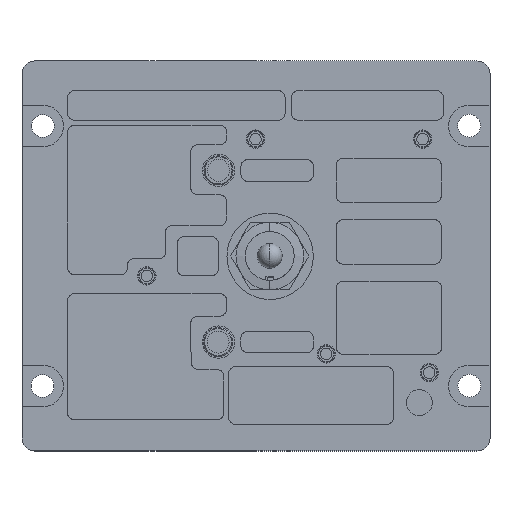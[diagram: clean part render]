
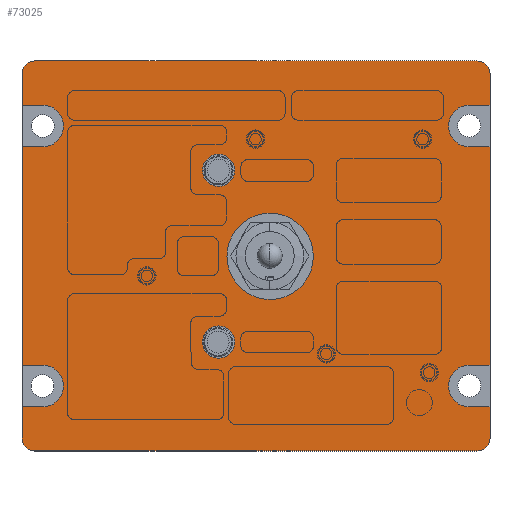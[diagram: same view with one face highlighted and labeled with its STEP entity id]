
A CAD part, top view. The second image highlights one B-rep face of the part: STEP entity #73025.
In plain terms, the highlighted planar face has unit normal (0, 0, 1).
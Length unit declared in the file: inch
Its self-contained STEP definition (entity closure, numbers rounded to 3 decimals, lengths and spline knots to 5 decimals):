
#72486=CARTESIAN_POINT('',(0.136,-0.003,0.01));
#72487=DIRECTION('',(0.,0.,1.));
#72488=DIRECTION('',(1.,0.,0.));
#72489=AXIS2_PLACEMENT_3D('',#72486,#72487,#72488);
#72491=CARTESIAN_POINT('',(0.136,-0.003,0.01));
#72492=DIRECTION('',(0.,0.,1.));
#72493=DIRECTION('',(-1.,0.,0.));
#72494=AXIS2_PLACEMENT_3D('',#72491,#72492,#72493);
#72496=CARTESIAN_POINT('',(2.125,1.75,0.01));
#72497=DIRECTION('',(0.,0.,1.));
#72498=DIRECTION('',(1.,0.,0.));
#72499=AXIS2_PLACEMENT_3D('',#72496,#72497,#72498);
#72501=DIRECTION('',(0.,1.,0.));
#72502=VECTOR('',#72501,0.3);
#72503=CARTESIAN_POINT('',(2.25,1.45,0.01));
#72504=LINE('',#72503,#72502);
#72505=DIRECTION('',(-1.,0.,0.));
#72506=VECTOR('',#72505,0.199);
#72507=CARTESIAN_POINT('',(2.25,1.45,0.01));
#72508=LINE('',#72507,#72506);
#72509=CARTESIAN_POINT('',(2.051,1.25,0.01));
#72510=DIRECTION('',(0.,0.,1.));
#72511=DIRECTION('',(0.,1.,0.));
#72512=AXIS2_PLACEMENT_3D('',#72509,#72510,#72511);
#72514=DIRECTION('',(-1.,0.,0.));
#72515=VECTOR('',#72514,0.199);
#72516=CARTESIAN_POINT('',(2.25,1.05,0.01));
#72517=LINE('',#72516,#72515);
#72518=DIRECTION('',(0.,1.,0.));
#72519=VECTOR('',#72518,2.1);
#72520=CARTESIAN_POINT('',(2.25,-1.05,0.01));
#72521=LINE('',#72520,#72519);
#72522=DIRECTION('',(-1.,0.,0.));
#72523=VECTOR('',#72522,0.199);
#72524=CARTESIAN_POINT('',(2.25,-1.05,0.01));
#72525=LINE('',#72524,#72523);
#72526=CARTESIAN_POINT('',(2.051,-1.25,0.01));
#72527=DIRECTION('',(0.,0.,1.));
#72528=DIRECTION('',(0.,1.,0.));
#72529=AXIS2_PLACEMENT_3D('',#72526,#72527,#72528);
#72531=DIRECTION('',(-1.,0.,0.));
#72532=VECTOR('',#72531,0.199);
#72533=CARTESIAN_POINT('',(2.25,-1.45,0.01));
#72534=LINE('',#72533,#72532);
#72535=DIRECTION('',(0.,1.,0.));
#72536=VECTOR('',#72535,0.3);
#72537=CARTESIAN_POINT('',(2.25,-1.75,0.01));
#72538=LINE('',#72537,#72536);
#72539=CARTESIAN_POINT('',(2.125,-1.75,0.01));
#72540=DIRECTION('',(0.,0.,1.));
#72541=DIRECTION('',(0.,-1.,0.));
#72542=AXIS2_PLACEMENT_3D('',#72539,#72540,#72541);
#72544=DIRECTION('',(1.,0.,0.));
#72545=VECTOR('',#72544,4.25);
#72546=CARTESIAN_POINT('',(-2.125,-1.875,0.01));
#72547=LINE('',#72546,#72545);
#72548=CARTESIAN_POINT('',(-2.125,-1.75,0.01));
#72549=DIRECTION('',(0.,0.,1.));
#72550=DIRECTION('',(-1.,0.,0.));
#72551=AXIS2_PLACEMENT_3D('',#72548,#72549,#72550);
#72553=DIRECTION('',(0.,-1.,0.));
#72554=VECTOR('',#72553,0.3);
#72555=CARTESIAN_POINT('',(-2.25,-1.45,0.01));
#72556=LINE('',#72555,#72554);
#72557=DIRECTION('',(1.,0.,0.));
#72558=VECTOR('',#72557,0.199);
#72559=CARTESIAN_POINT('',(-2.25,-1.45,0.01));
#72560=LINE('',#72559,#72558);
#72561=CARTESIAN_POINT('',(-2.051,-1.25,0.01));
#72562=DIRECTION('',(0.,0.,1.));
#72563=DIRECTION('',(0.,-1.,0.));
#72564=AXIS2_PLACEMENT_3D('',#72561,#72562,#72563);
#72566=DIRECTION('',(1.,0.,0.));
#72567=VECTOR('',#72566,0.199);
#72568=CARTESIAN_POINT('',(-2.25,-1.05,0.01));
#72569=LINE('',#72568,#72567);
#72570=DIRECTION('',(0.,-1.,0.));
#72571=VECTOR('',#72570,2.1);
#72572=CARTESIAN_POINT('',(-2.25,1.05,0.01));
#72573=LINE('',#72572,#72571);
#72574=DIRECTION('',(1.,0.,0.));
#72575=VECTOR('',#72574,0.199);
#72576=CARTESIAN_POINT('',(-2.25,1.05,0.01));
#72577=LINE('',#72576,#72575);
#72578=CARTESIAN_POINT('',(-2.051,1.25,0.01));
#72579=DIRECTION('',(0.,0.,1.));
#72580=DIRECTION('',(0.,-1.,0.));
#72581=AXIS2_PLACEMENT_3D('',#72578,#72579,#72580);
#72583=DIRECTION('',(1.,0.,0.));
#72584=VECTOR('',#72583,0.199);
#72585=CARTESIAN_POINT('',(-2.25,1.45,0.01));
#72586=LINE('',#72585,#72584);
#72587=DIRECTION('',(0.,-1.,0.));
#72588=VECTOR('',#72587,0.3);
#72589=CARTESIAN_POINT('',(-2.25,1.75,0.01));
#72590=LINE('',#72589,#72588);
#72591=CARTESIAN_POINT('',(-2.125,1.75,0.01));
#72592=DIRECTION('',(0.,0.,1.));
#72593=DIRECTION('',(0.,1.,0.));
#72594=AXIS2_PLACEMENT_3D('',#72591,#72592,#72593);
#72596=DIRECTION('',(-1.,0.,0.));
#72597=VECTOR('',#72596,4.25);
#72598=CARTESIAN_POINT('',(2.125,1.875,0.01));
#72599=LINE('',#72598,#72597);
#72600=CARTESIAN_POINT('',(-0.36016,0.82308,0.01));
#72601=DIRECTION('',(0.,0.,1.));
#72602=DIRECTION('',(1.,0.,0.));
#72603=AXIS2_PLACEMENT_3D('',#72600,#72601,#72602);
#72605=CARTESIAN_POINT('',(-0.36016,0.82308,0.01));
#72606=DIRECTION('',(0.,0.,1.));
#72607=DIRECTION('',(-1.,0.,0.));
#72608=AXIS2_PLACEMENT_3D('',#72605,#72606,#72607);
#72610=CARTESIAN_POINT('',(-0.36016,-0.82814,0.01));
#72611=DIRECTION('',(0.,0.,1.));
#72612=DIRECTION('',(1.,0.,0.));
#72613=AXIS2_PLACEMENT_3D('',#72610,#72611,#72612);
#72615=CARTESIAN_POINT('',(-0.36016,-0.82814,0.01));
#72616=DIRECTION('',(0.,0.,1.));
#72617=DIRECTION('',(-1.,0.,0.));
#72618=AXIS2_PLACEMENT_3D('',#72615,#72616,#72617);
#72736=CARTESIAN_POINT('',(0.5515,-0.003,0.01));
#72737=CARTESIAN_POINT('',(-0.2795,-0.003,0.01));
#72738=VERTEX_POINT('',#72736);
#72739=VERTEX_POINT('',#72737);
#72772=CARTESIAN_POINT('',(2.25,1.05,0.01));
#72773=CARTESIAN_POINT('',(2.051,1.05,0.01));
#72774=VERTEX_POINT('',#72772);
#72775=VERTEX_POINT('',#72773);
#72776=CARTESIAN_POINT('',(2.25,1.45,0.01));
#72777=CARTESIAN_POINT('',(2.051,1.45,0.01));
#72778=VERTEX_POINT('',#72776);
#72779=VERTEX_POINT('',#72777);
#72780=CARTESIAN_POINT('',(2.051,-1.05,0.01));
#72781=CARTESIAN_POINT('',(2.051,-1.45,0.01));
#72782=VERTEX_POINT('',#72780);
#72783=VERTEX_POINT('',#72781);
#72784=CARTESIAN_POINT('',(2.25,-1.45,0.01));
#72785=VERTEX_POINT('',#72784);
#72786=CARTESIAN_POINT('',(2.25,-1.05,0.01));
#72787=VERTEX_POINT('',#72786);
#72788=CARTESIAN_POINT('',(-2.051,1.05,0.01));
#72789=CARTESIAN_POINT('',(-2.051,1.45,0.01));
#72790=VERTEX_POINT('',#72788);
#72791=VERTEX_POINT('',#72789);
#72792=CARTESIAN_POINT('',(-2.25,1.45,0.01));
#72793=VERTEX_POINT('',#72792);
#72794=CARTESIAN_POINT('',(-2.25,1.05,0.01));
#72795=VERTEX_POINT('',#72794);
#72796=CARTESIAN_POINT('',(-2.25,-1.05,0.01));
#72797=CARTESIAN_POINT('',(-2.051,-1.05,0.01));
#72798=VERTEX_POINT('',#72796);
#72799=VERTEX_POINT('',#72797);
#72800=CARTESIAN_POINT('',(-2.25,-1.45,0.01));
#72801=CARTESIAN_POINT('',(-2.051,-1.45,0.01));
#72802=VERTEX_POINT('',#72800);
#72803=VERTEX_POINT('',#72801);
#72808=CARTESIAN_POINT('',(2.25,1.75,0.01));
#72809=VERTEX_POINT('',#72808);
#72810=CARTESIAN_POINT('',(2.125,1.875,0.01));
#72811=VERTEX_POINT('',#72810);
#72816=CARTESIAN_POINT('',(2.125,-1.875,0.01));
#72817=VERTEX_POINT('',#72816);
#72818=CARTESIAN_POINT('',(2.25,-1.75,0.01));
#72819=VERTEX_POINT('',#72818);
#72824=CARTESIAN_POINT('',(-2.25,-1.75,0.01));
#72825=VERTEX_POINT('',#72824);
#72826=CARTESIAN_POINT('',(-2.125,-1.875,0.01));
#72827=VERTEX_POINT('',#72826);
#72832=CARTESIAN_POINT('',(-2.125,1.875,0.01));
#72833=VERTEX_POINT('',#72832);
#72834=CARTESIAN_POINT('',(-2.25,1.75,0.01));
#72835=VERTEX_POINT('',#72834);
#72844=CARTESIAN_POINT('',(-0.20516,0.82308,0.01));
#72845=CARTESIAN_POINT('',(-0.51516,0.82308,0.01));
#72846=VERTEX_POINT('',#72844);
#72847=VERTEX_POINT('',#72845);
#72848=CARTESIAN_POINT('',(-0.20516,-0.82814,0.01));
#72849=CARTESIAN_POINT('',(-0.51516,-0.82814,0.01));
#72850=VERTEX_POINT('',#72848);
#72851=VERTEX_POINT('',#72849);
#72954=CARTESIAN_POINT('',(0.,0.,0.01));
#72955=DIRECTION('',(0.,0.,1.));
#72956=DIRECTION('',(1.,0.,0.));
#72957=AXIS2_PLACEMENT_3D('',#72954,#72955,#72956);
#72958=PLANE('',#72957);
#72960=ORIENTED_EDGE('',*,*,#72959,.F.);
#72962=ORIENTED_EDGE('',*,*,#72961,.F.);
#72964=ORIENTED_EDGE('',*,*,#72963,.T.);
#72966=ORIENTED_EDGE('',*,*,#72965,.T.);
#72968=ORIENTED_EDGE('',*,*,#72967,.F.);
#72970=ORIENTED_EDGE('',*,*,#72969,.F.);
#72972=ORIENTED_EDGE('',*,*,#72971,.T.);
#72974=ORIENTED_EDGE('',*,*,#72973,.T.);
#72976=ORIENTED_EDGE('',*,*,#72975,.F.);
#72978=ORIENTED_EDGE('',*,*,#72977,.F.);
#72980=ORIENTED_EDGE('',*,*,#72979,.F.);
#72982=ORIENTED_EDGE('',*,*,#72981,.F.);
#72984=ORIENTED_EDGE('',*,*,#72983,.F.);
#72986=ORIENTED_EDGE('',*,*,#72985,.F.);
#72988=ORIENTED_EDGE('',*,*,#72987,.T.);
#72990=ORIENTED_EDGE('',*,*,#72989,.T.);
#72992=ORIENTED_EDGE('',*,*,#72991,.F.);
#72994=ORIENTED_EDGE('',*,*,#72993,.F.);
#72996=ORIENTED_EDGE('',*,*,#72995,.T.);
#72998=ORIENTED_EDGE('',*,*,#72997,.T.);
#73000=ORIENTED_EDGE('',*,*,#72999,.F.);
#73002=ORIENTED_EDGE('',*,*,#73001,.F.);
#73004=ORIENTED_EDGE('',*,*,#73003,.F.);
#73006=ORIENTED_EDGE('',*,*,#73005,.F.);
#73007=EDGE_LOOP('',(#72960,#72962,#72964,#72966,#72968,#72970,#72972,#72974,
#72976,#72978,#72980,#72982,#72984,#72986,#72988,#72990,#72992,#72994,#72996,
#72998,#73000,#73002,#73004,#73006));
#73008=FACE_OUTER_BOUND('',#73007,.F.);
#73009=ORIENTED_EDGE('',*,*,#72934,.T.);
#73010=ORIENTED_EDGE('',*,*,#72948,.T.);
#73011=EDGE_LOOP('',(#73009,#73010));
#73012=FACE_BOUND('',#73011,.F.);
#73014=ORIENTED_EDGE('',*,*,#73013,.T.);
#73016=ORIENTED_EDGE('',*,*,#73015,.T.);
#73017=EDGE_LOOP('',(#73014,#73016));
#73018=FACE_BOUND('',#73017,.F.);
#73020=ORIENTED_EDGE('',*,*,#73019,.T.);
#73022=ORIENTED_EDGE('',*,*,#73021,.T.);
#73023=EDGE_LOOP('',(#73020,#73022));
#73024=FACE_BOUND('',#73023,.F.);
#73025=ADVANCED_FACE('',(#73008,#73012,#73018,#73024),#72958,.T.);
#72490=CIRCLE('',#72489,0.4155);
#72495=CIRCLE('',#72494,0.4155);
#72500=CIRCLE('',#72499,0.125);
#72513=CIRCLE('',#72512,0.2);
#72530=CIRCLE('',#72529,0.2);
#72543=CIRCLE('',#72542,0.125);
#72552=CIRCLE('',#72551,0.125);
#72565=CIRCLE('',#72564,0.2);
#72582=CIRCLE('',#72581,0.2);
#72595=CIRCLE('',#72594,0.125);
#72604=CIRCLE('',#72603,0.155);
#72609=CIRCLE('',#72608,0.155);
#72614=CIRCLE('',#72613,0.155);
#72619=CIRCLE('',#72618,0.155);
#72934=EDGE_CURVE('',#72738,#72739,#72490,.T.);
#72948=EDGE_CURVE('',#72739,#72738,#72495,.T.);
#72959=EDGE_CURVE('',#72809,#72811,#72500,.T.);
#72961=EDGE_CURVE('',#72778,#72809,#72504,.T.);
#72963=EDGE_CURVE('',#72778,#72779,#72508,.T.);
#72965=EDGE_CURVE('',#72779,#72775,#72513,.T.);
#72967=EDGE_CURVE('',#72774,#72775,#72517,.T.);
#72969=EDGE_CURVE('',#72787,#72774,#72521,.T.);
#72971=EDGE_CURVE('',#72787,#72782,#72525,.T.);
#72973=EDGE_CURVE('',#72782,#72783,#72530,.T.);
#72975=EDGE_CURVE('',#72785,#72783,#72534,.T.);
#72977=EDGE_CURVE('',#72819,#72785,#72538,.T.);
#72979=EDGE_CURVE('',#72817,#72819,#72543,.T.);
#72981=EDGE_CURVE('',#72827,#72817,#72547,.T.);
#72983=EDGE_CURVE('',#72825,#72827,#72552,.T.);
#72985=EDGE_CURVE('',#72802,#72825,#72556,.T.);
#72987=EDGE_CURVE('',#72802,#72803,#72560,.T.);
#72989=EDGE_CURVE('',#72803,#72799,#72565,.T.);
#72991=EDGE_CURVE('',#72798,#72799,#72569,.T.);
#72993=EDGE_CURVE('',#72795,#72798,#72573,.T.);
#72995=EDGE_CURVE('',#72795,#72790,#72577,.T.);
#72997=EDGE_CURVE('',#72790,#72791,#72582,.T.);
#72999=EDGE_CURVE('',#72793,#72791,#72586,.T.);
#73001=EDGE_CURVE('',#72835,#72793,#72590,.T.);
#73003=EDGE_CURVE('',#72833,#72835,#72595,.T.);
#73005=EDGE_CURVE('',#72811,#72833,#72599,.T.);
#73013=EDGE_CURVE('',#72846,#72847,#72604,.T.);
#73015=EDGE_CURVE('',#72847,#72846,#72609,.T.);
#73019=EDGE_CURVE('',#72850,#72851,#72614,.T.);
#73021=EDGE_CURVE('',#72851,#72850,#72619,.T.);
